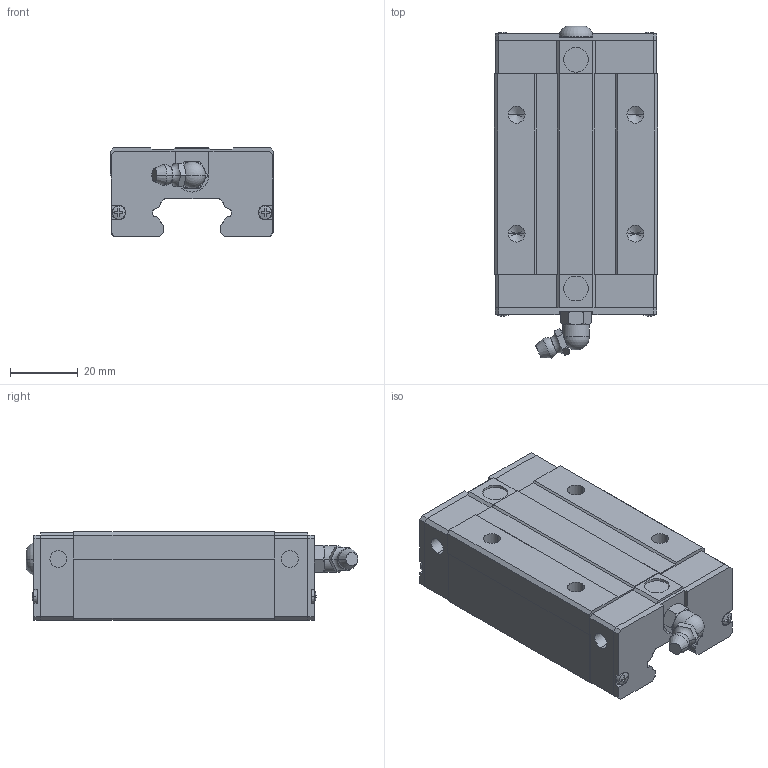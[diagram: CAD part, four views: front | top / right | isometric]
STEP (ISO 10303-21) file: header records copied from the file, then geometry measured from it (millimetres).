
FILE_DESCRIPTION(('STEP AP214'),'1');
FILE_NAME('cctmp_D444519E-A2E1-45E4-BF15-116A5BD789A6_2020_5_13_10_47_11_711..stp','2020-05-13T08:47:12',('HIWIN GmbH'),('CADClick - www.CADClick.com'),'Spatial InterOp 3D',' ','unknown authorization');
FILE_SCHEMA(('AUTOMOTIVE_DESIGN'));
Length unit declared in the file: millimetre
Products named in the file (1): EGH25CAZ0H_FILE
Bounding box: 48 x 97.71 x 26 mm (x, y, z)
Volume: 82005.5 mm3; surface area: 18245.1 mm2
Topology: 1 solids, 5 shells, 352 faces, 929 edges, 595 vertices
Faces by surface type: plane 202, cylinder 84, cone 46, torus 18, sphere 2
Entity records: 13758 total; most frequent: CARTESIAN_POINT 2363, ORIENTED_EDGE 1838, DIRECTION 1736, EDGE_CURVE 919, VERTEX_POINT 595, LINE 584, VECTOR 584, AXIS2_PLACEMENT_3D 576
